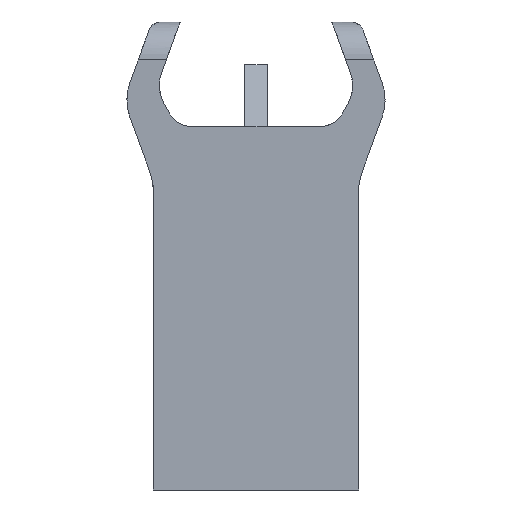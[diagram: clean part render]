
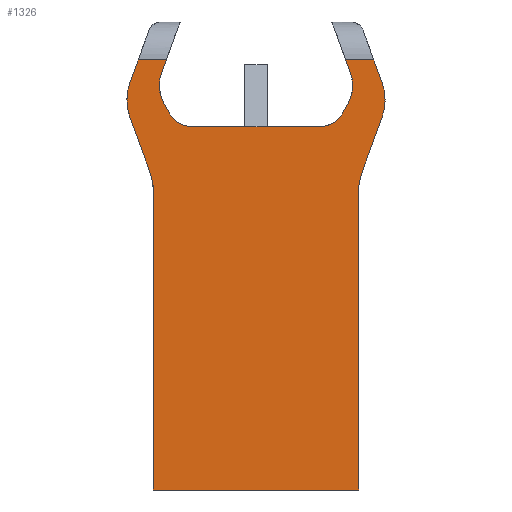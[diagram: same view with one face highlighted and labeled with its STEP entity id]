
A CAD part, front view. The second image highlights one B-rep face of the part: STEP entity #1326.
In plain terms, the highlighted planar face has unit normal (0, -1, 0).
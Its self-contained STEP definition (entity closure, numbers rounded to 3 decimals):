
#34=CIRCLE('',#1372,4.);
#35=CIRCLE('',#1375,5.);
#55=CIRCLE('',#1416,5.);
#56=CIRCLE('',#1419,4.);
#59=CIRCLE('',#1462,2.);
#60=CIRCLE('',#1465,3.);
#61=CIRCLE('',#1468,3.);
#62=CIRCLE('',#1469,2.);
#162=FACE_OUTER_BOUND('',#237,.T.);
#237=EDGE_LOOP('',(#1186,#1187,#1188,#1189,#1190,#1191,#1192,#1193,#1194,
#1195,#1196,#1197,#1198,#1199,#1200,#1201,#1202,#1203,#1204,#1205,#1206,
#1207));
#262=LINE('',#2026,#385);
#265=LINE('',#2035,#388);
#271=LINE('',#2051,#394);
#282=LINE('',#2086,#405);
#299=LINE('',#2224,#422);
#307=LINE('',#2250,#430);
#309=LINE('',#2258,#432);
#311=LINE('',#2264,#434);
#348=LINE('',#2419,#471);
#352=LINE('',#2424,#475);
#358=LINE('',#2439,#481);
#360=LINE('',#2445,#483);
#361=LINE('',#2448,#484);
#362=LINE('',#2452,#485);
#385=VECTOR('',#1544,10.);
#388=VECTOR('',#1555,10.);
#394=VECTOR('',#1569,10.);
#405=VECTOR('',#1602,10.);
#422=VECTOR('',#1661,10.);
#430=VECTOR('',#1685,10.);
#432=VECTOR('',#1695,10.);
#434=VECTOR('',#1701,10.);
#471=VECTOR('',#1802,10.);
#475=VECTOR('',#1808,10.);
#481=VECTOR('',#1828,10.);
#483=VECTOR('',#1836,10.);
#484=VECTOR('',#1839,10.);
#485=VECTOR('',#1842,10.);
#547=VERTEX_POINT('',#2023);
#548=VERTEX_POINT('',#2025);
#549=VERTEX_POINT('',#2029);
#550=VERTEX_POINT('',#2033);
#551=VERTEX_POINT('',#2037);
#556=VERTEX_POINT('',#2049);
#569=VERTEX_POINT('',#2085);
#592=VERTEX_POINT('',#2221);
#593=VERTEX_POINT('',#2223);
#602=VERTEX_POINT('',#2244);
#603=VERTEX_POINT('',#2248);
#604=VERTEX_POINT('',#2252);
#605=VERTEX_POINT('',#2256);
#607=VERTEX_POINT('',#2262);
#637=VERTEX_POINT('',#2416);
#638=VERTEX_POINT('',#2418);
#639=VERTEX_POINT('',#2433);
#640=VERTEX_POINT('',#2437);
#641=VERTEX_POINT('',#2441);
#642=VERTEX_POINT('',#2447);
#643=VERTEX_POINT('',#2449);
#644=VERTEX_POINT('',#2451);
#682=EDGE_CURVE('',#548,#547,#262,.T.);
#685=EDGE_CURVE('',#549,#547,#34,.T.);
#687=EDGE_CURVE('',#549,#550,#265,.T.);
#689=EDGE_CURVE('',#551,#550,#35,.T.);
#695=EDGE_CURVE('',#551,#556,#271,.T.);
#713=EDGE_CURVE('',#548,#569,#282,.T.);
#746=EDGE_CURVE('',#592,#593,#299,.T.);
#758=EDGE_CURVE('',#602,#592,#55,.T.);
#760=EDGE_CURVE('',#602,#603,#307,.T.);
#762=EDGE_CURVE('',#604,#603,#56,.T.);
#764=EDGE_CURVE('',#604,#605,#309,.T.);
#767=EDGE_CURVE('',#605,#607,#311,.T.);
#818=EDGE_CURVE('',#637,#638,#348,.T.);
#822=EDGE_CURVE('',#556,#593,#352,.T.);
#827=EDGE_CURVE('',#639,#637,#59,.T.);
#829=EDGE_CURVE('',#639,#640,#358,.T.);
#831=EDGE_CURVE('',#641,#640,#60,.T.);
#832=EDGE_CURVE('',#569,#641,#360,.T.);
#833=EDGE_CURVE('',#607,#642,#361,.T.);
#834=EDGE_CURVE('',#643,#642,#61,.T.);
#835=EDGE_CURVE('',#644,#643,#362,.T.);
#836=EDGE_CURVE('',#638,#644,#62,.T.);
#1186=ORIENTED_EDGE('',*,*,#685,.F.);
#1187=ORIENTED_EDGE('',*,*,#687,.T.);
#1188=ORIENTED_EDGE('',*,*,#689,.F.);
#1189=ORIENTED_EDGE('',*,*,#695,.T.);
#1190=ORIENTED_EDGE('',*,*,#822,.T.);
#1191=ORIENTED_EDGE('',*,*,#746,.F.);
#1192=ORIENTED_EDGE('',*,*,#758,.F.);
#1193=ORIENTED_EDGE('',*,*,#760,.T.);
#1194=ORIENTED_EDGE('',*,*,#762,.F.);
#1195=ORIENTED_EDGE('',*,*,#764,.T.);
#1196=ORIENTED_EDGE('',*,*,#767,.T.);
#1197=ORIENTED_EDGE('',*,*,#833,.T.);
#1198=ORIENTED_EDGE('',*,*,#834,.F.);
#1199=ORIENTED_EDGE('',*,*,#835,.F.);
#1200=ORIENTED_EDGE('',*,*,#836,.F.);
#1201=ORIENTED_EDGE('',*,*,#818,.F.);
#1202=ORIENTED_EDGE('',*,*,#827,.F.);
#1203=ORIENTED_EDGE('',*,*,#829,.T.);
#1204=ORIENTED_EDGE('',*,*,#831,.F.);
#1205=ORIENTED_EDGE('',*,*,#832,.F.);
#1206=ORIENTED_EDGE('',*,*,#713,.F.);
#1207=ORIENTED_EDGE('',*,*,#682,.T.);
#1259=PLANE('',#1467);
#1326=ADVANCED_FACE('',(#162),#1259,.T.);
#1372=AXIS2_PLACEMENT_3D('',#2031,#1550,#1551);
#1375=AXIS2_PLACEMENT_3D('',#2039,#1559,#1560);
#1416=AXIS2_PLACEMENT_3D('',#2246,#1680,#1681);
#1419=AXIS2_PLACEMENT_3D('',#2254,#1689,#1690);
#1462=AXIS2_PLACEMENT_3D('',#2435,#1823,#1824);
#1465=AXIS2_PLACEMENT_3D('',#2443,#1832,#1833);
#1467=AXIS2_PLACEMENT_3D('',#2446,#1837,#1838);
#1468=AXIS2_PLACEMENT_3D('',#2450,#1840,#1841);
#1469=AXIS2_PLACEMENT_3D('',#2453,#1843,#1844);
#1544=DIRECTION('',(-0.342,0.,-0.94));
#1550=DIRECTION('center_axis',(0.,1.,0.));
#1551=DIRECTION('ref_axis',(-1.,0.,0.));
#1555=DIRECTION('',(0.342,0.,-0.94));
#1559=DIRECTION('center_axis',(0.,-1.,0.));
#1560=DIRECTION('ref_axis',(0.985,0.,0.174));
#1569=DIRECTION('',(0.,0.,-1.));
#1602=DIRECTION('',(1.,0.,0.));
#1661=DIRECTION('',(0.,0.,-1.));
#1680=DIRECTION('center_axis',(0.,-1.,0.));
#1681=DIRECTION('ref_axis',(-0.985,0.,0.174));
#1685=DIRECTION('',(0.342,0.,0.94));
#1689=DIRECTION('center_axis',(0.,1.,0.));
#1690=DIRECTION('ref_axis',(1.,0.,0.));
#1695=DIRECTION('',(-0.342,0.,0.94));
#1701=DIRECTION('',(-1.,0.,0.));
#1802=DIRECTION('',(1.,0.,0.));
#1808=DIRECTION('',(1.,0.,0.));
#1823=DIRECTION('center_axis',(0.,-1.,0.));
#1824=DIRECTION('ref_axis',(-0.5,0.,-0.866));
#1828=DIRECTION('',(-0.5,0.,0.866));
#1832=DIRECTION('center_axis',(0.,-1.,0.));
#1833=DIRECTION('ref_axis',(-0.996,0.,-0.087));
#1836=DIRECTION('',(-0.342,0.,-0.94));
#1837=DIRECTION('center_axis',(0.,-1.,0.));
#1838=DIRECTION('ref_axis',(1.,0.,0.));
#1839=DIRECTION('',(0.342,0.,-0.94));
#1840=DIRECTION('center_axis',(0.,-1.,0.));
#1841=DIRECTION('ref_axis',(0.996,0.,-0.087));
#1842=DIRECTION('',(0.5,0.,0.866));
#1843=DIRECTION('center_axis',(0.,-1.,0.));
#1844=DIRECTION('ref_axis',(0.5,0.,-0.866));
#2023=CARTESIAN_POINT('',(-9.954,-104.943,80.062));
#2025=CARTESIAN_POINT('',(-9.305,-104.943,81.845));
#2026=CARTESIAN_POINT('',(-16.514,-104.943,62.039));
#2029=CARTESIAN_POINT('',(-9.954,-104.943,77.326));
#2031=CARTESIAN_POINT('Origin',(-6.195,-104.943,78.694));
#2033=CARTESIAN_POINT('',(-8.402,-104.943,73.061));
#2035=CARTESIAN_POINT('',(-3.106,-104.943,58.512));
#2037=CARTESIAN_POINT('',(-8.1,-104.943,71.351));
#2039=CARTESIAN_POINT('Origin',(-13.1,-104.943,71.351));
#2049=CARTESIAN_POINT('',(-8.1,-104.943,47.878));
#2051=CARTESIAN_POINT('',(-8.1,-104.943,50.103));
#2085=CARTESIAN_POINT('',(-7.092,-104.943,81.845));
#2086=CARTESIAN_POINT('',(2.5,-104.943,81.845));
#2221=CARTESIAN_POINT('',(8.1,-104.943,71.351));
#2223=CARTESIAN_POINT('',(8.1,-104.943,47.878));
#2224=CARTESIAN_POINT('',(8.1,-104.943,50.103));
#2244=CARTESIAN_POINT('',(8.402,-104.943,73.061));
#2246=CARTESIAN_POINT('Origin',(13.1,-104.943,71.351));
#2248=CARTESIAN_POINT('',(9.954,-104.943,77.326));
#2250=CARTESIAN_POINT('',(3.106,-104.943,58.512));
#2252=CARTESIAN_POINT('',(9.954,-104.943,80.062));
#2254=CARTESIAN_POINT('Origin',(6.195,-104.943,78.694));
#2256=CARTESIAN_POINT('',(9.305,-104.943,81.845));
#2258=CARTESIAN_POINT('',(16.514,-104.943,62.039));
#2262=CARTESIAN_POINT('',(7.092,-104.943,81.845));
#2264=CARTESIAN_POINT('',(-2.5,-104.943,81.845));
#2416=CARTESIAN_POINT('',(-5.067,-104.943,76.585));
#2418=CARTESIAN_POINT('',(5.067,-104.943,76.585));
#2419=CARTESIAN_POINT('',(-0.896,-104.943,76.585));
#2424=CARTESIAN_POINT('',(0.,-104.943,47.878));
#2433=CARTESIAN_POINT('',(-6.8,-104.943,77.585));
#2435=CARTESIAN_POINT('Origin',(-5.067,-104.943,78.585));
#2437=CARTESIAN_POINT('',(-7.23,-104.943,78.331));
#2439=CARTESIAN_POINT('',(-1.896,-104.943,69.091));
#2441=CARTESIAN_POINT('',(-7.451,-104.943,80.857));
#2443=CARTESIAN_POINT('Origin',(-4.632,-104.943,79.831));
#2445=CARTESIAN_POINT('',(-9.636,-104.943,74.854));
#2446=CARTESIAN_POINT('Origin',(0.,-104.943,
35.861));
#2447=CARTESIAN_POINT('',(7.451,-104.943,80.857));
#2448=CARTESIAN_POINT('',(9.636,-104.943,74.854));
#2449=CARTESIAN_POINT('',(7.23,-104.943,78.331));
#2450=CARTESIAN_POINT('Origin',(4.632,-104.943,79.831));
#2451=CARTESIAN_POINT('',(6.8,-104.943,77.585));
#2452=CARTESIAN_POINT('',(1.896,-104.943,69.091));
#2453=CARTESIAN_POINT('Origin',(5.067,-104.943,78.585));
